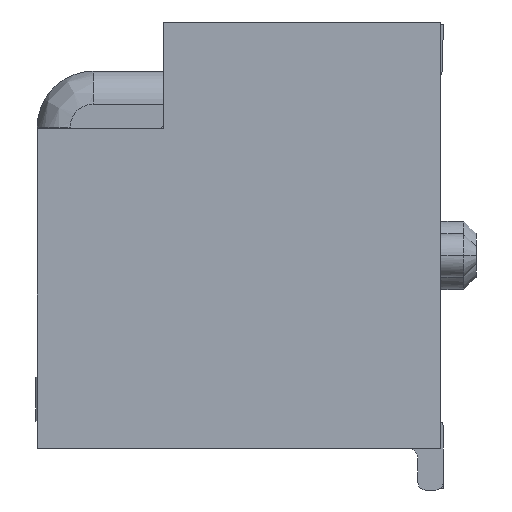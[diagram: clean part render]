
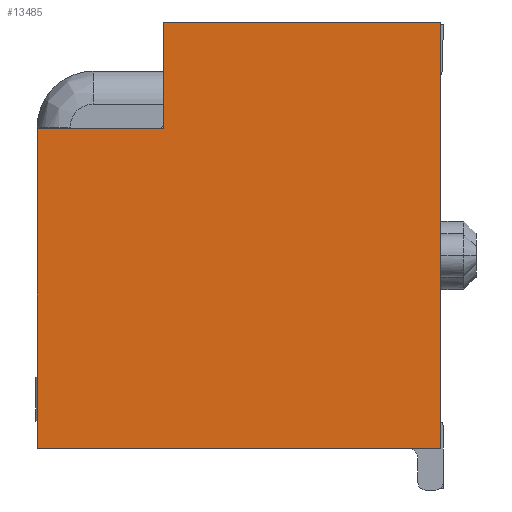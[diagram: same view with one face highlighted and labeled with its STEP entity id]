
A CAD part, left-side view. The second image highlights one B-rep face of the part: STEP entity #13485.
In plain terms, the highlighted planar face has unit normal (-1, 0, 0).
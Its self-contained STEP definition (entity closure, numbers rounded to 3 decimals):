
#2=DIRECTION('',(0.,0.,-1.));
#3=VECTOR('',#2,8.4);
#4=CARTESIAN_POINT('',(-15.,-3.975,0.));
#5=LINE('',#4,#3);
#6=DIRECTION('',(0.,1.,0.));
#7=VECTOR('',#6,7.95);
#8=CARTESIAN_POINT('',(-15.,-3.975,-8.4));
#9=LINE('',#8,#7);
#10=DIRECTION('',(0.,0.,1.));
#11=VECTOR('',#10,6.3);
#12=CARTESIAN_POINT('',(-15.,3.975,-8.4));
#13=LINE('',#12,#11);
#14=DIRECTION('',(0.,-1.,0.));
#15=VECTOR('',#14,2.48);
#16=CARTESIAN_POINT('',(-15.,3.975,-2.1));
#17=LINE('',#16,#15);
#18=DIRECTION('',(0.,0.,1.));
#19=VECTOR('',#18,2.1);
#20=CARTESIAN_POINT('',(-15.,1.495,-2.1));
#21=LINE('',#20,#19);
#22=DIRECTION('',(0.,-1.,0.));
#23=VECTOR('',#22,5.47);
#24=CARTESIAN_POINT('',(-15.,1.495,0.));
#25=LINE('',#24,#23);
#10282=CARTESIAN_POINT('',(-15.,-3.975,0.));
#10283=CARTESIAN_POINT('',(-15.,-3.975,-8.4));
#10284=VERTEX_POINT('',#10282);
#10285=VERTEX_POINT('',#10283);
#10286=CARTESIAN_POINT('',(-15.,3.975,-8.4));
#10287=VERTEX_POINT('',#10286);
#10288=CARTESIAN_POINT('',(-15.,3.975,-2.1));
#10289=VERTEX_POINT('',#10288);
#10290=CARTESIAN_POINT('',(-15.,1.495,-2.1));
#10291=VERTEX_POINT('',#10290);
#10292=CARTESIAN_POINT('',(-15.,1.495,0.));
#10293=VERTEX_POINT('',#10292);
#13466=CARTESIAN_POINT('',(-15.,0.,0.));
#13467=DIRECTION('',(1.,0.,0.));
#13468=DIRECTION('',(0.,0.,-1.));
#13469=AXIS2_PLACEMENT_3D('',#13466,#13467,#13468);
#13470=PLANE('',#13469);
#13472=ORIENTED_EDGE('',*,*,#13471,.T.);
#13474=ORIENTED_EDGE('',*,*,#13473,.T.);
#13476=ORIENTED_EDGE('',*,*,#13475,.T.);
#13478=ORIENTED_EDGE('',*,*,#13477,.T.);
#13480=ORIENTED_EDGE('',*,*,#13479,.T.);
#13482=ORIENTED_EDGE('',*,*,#13481,.T.);
#13483=EDGE_LOOP('',(#13472,#13474,#13476,#13478,#13480,#13482));
#13484=FACE_OUTER_BOUND('',#13483,.F.);
#13471=EDGE_CURVE('',#10284,#10285,#5,.T.);
#13473=EDGE_CURVE('',#10285,#10287,#9,.T.);
#13475=EDGE_CURVE('',#10287,#10289,#13,.T.);
#13477=EDGE_CURVE('',#10289,#10291,#17,.T.);
#13479=EDGE_CURVE('',#10291,#10293,#21,.T.);
#13481=EDGE_CURVE('',#10293,#10284,#25,.T.);
#13485=ADVANCED_FACE('',(#13484),#13470,.F.);
